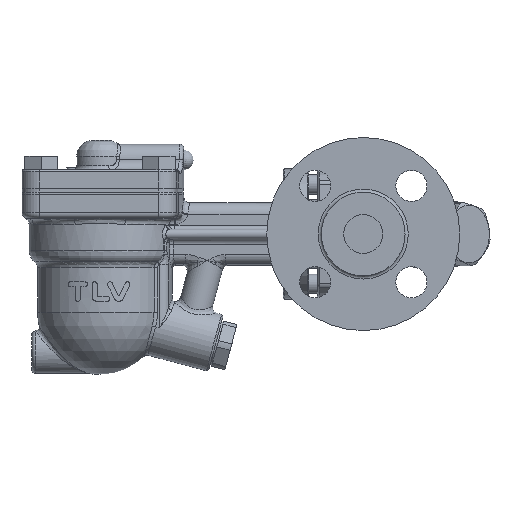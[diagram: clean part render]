
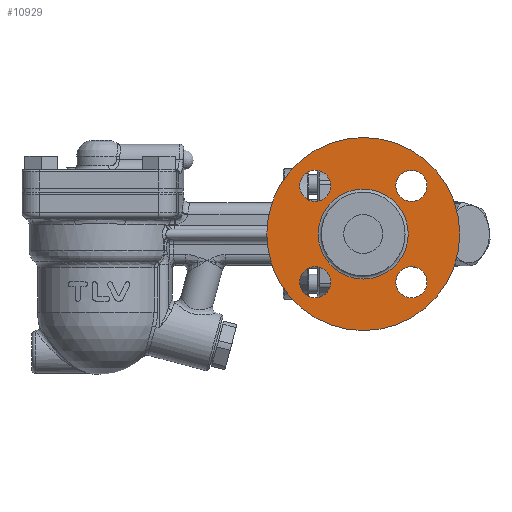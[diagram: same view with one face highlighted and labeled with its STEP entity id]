
A CAD part, front view. The second image highlights one B-rep face of the part: STEP entity #10929.
In plain terms, the highlighted planar face has unit normal (0, -1, 0).
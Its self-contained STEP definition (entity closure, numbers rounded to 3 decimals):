
#818=FACE_BOUND('',#1950,.T.);
#819=FACE_BOUND('',#1951,.T.);
#820=FACE_BOUND('',#1952,.T.);
#821=FACE_BOUND('',#1953,.T.);
#822=FACE_BOUND('',#1954,.T.);
#891=PLANE('',#11789);
#1223=FACE_OUTER_BOUND('',#1949,.T.);
#1949=EDGE_LOOP('',(#7583));
#1950=EDGE_LOOP('',(#7584));
#1951=EDGE_LOOP('',(#7585));
#1952=EDGE_LOOP('',(#7586));
#1953=EDGE_LOOP('',(#7587));
#1954=EDGE_LOOP('',(#7588,#7589));
#3917=CIRCLE('',#11782,49.5);
#3918=CIRCLE('',#11784,23.05);
#3922=CIRCLE('',#11788,23.05);
#3923=CIRCLE('',#11790,8.);
#3924=CIRCLE('',#11791,8.);
#3925=CIRCLE('',#11792,8.);
#3926=CIRCLE('',#11793,8.);
#4633=VERTEX_POINT('',#16884);
#4634=VERTEX_POINT('',#16888);
#4635=VERTEX_POINT('',#16889);
#4638=VERTEX_POINT('',#16898);
#4639=VERTEX_POINT('',#16900);
#4640=VERTEX_POINT('',#16902);
#4641=VERTEX_POINT('',#16904);
#5739=EDGE_CURVE('',#4633,#4633,#3917,.T.);
#5740=EDGE_CURVE('',#4634,#4635,#3918,.T.);
#5744=EDGE_CURVE('',#4635,#4634,#3922,.T.);
#5745=EDGE_CURVE('',#4638,#4638,#3923,.T.);
#5746=EDGE_CURVE('',#4639,#4639,#3924,.T.);
#5747=EDGE_CURVE('',#4640,#4640,#3925,.T.);
#5748=EDGE_CURVE('',#4641,#4641,#3926,.T.);
#7583=ORIENTED_EDGE('',*,*,#5739,.F.);
#7584=ORIENTED_EDGE('',*,*,#5745,.T.);
#7585=ORIENTED_EDGE('',*,*,#5746,.T.);
#7586=ORIENTED_EDGE('',*,*,#5747,.T.);
#7587=ORIENTED_EDGE('',*,*,#5748,.T.);
#7588=ORIENTED_EDGE('',*,*,#5740,.F.);
#7589=ORIENTED_EDGE('',*,*,#5744,.F.);
#10929=ADVANCED_FACE('',(#1223,#818,#819,#820,#821,#822),#891,.T.);
#11782=AXIS2_PLACEMENT_3D('',#16886,#13383,#13384);
#11784=AXIS2_PLACEMENT_3D('',#16890,#13387,#13388);
#11788=AXIS2_PLACEMENT_3D('',#16896,#13395,#13396);
#11789=AXIS2_PLACEMENT_3D('',#16897,#13397,#13398);
#11790=AXIS2_PLACEMENT_3D('',#16899,#13399,#13400);
#11791=AXIS2_PLACEMENT_3D('',#16901,#13401,#13402);
#11792=AXIS2_PLACEMENT_3D('',#16903,#13403,#13404);
#11793=AXIS2_PLACEMENT_3D('',#16905,#13405,#13406);
#13383=DIRECTION('center_axis',(0.,1.,0.));
#13384=DIRECTION('ref_axis',(1.,0.,0.));
#13387=DIRECTION('center_axis',(0.,-1.,0.));
#13388=DIRECTION('ref_axis',(1.,0.,0.));
#13395=DIRECTION('center_axis',(0.,-1.,0.));
#13396=DIRECTION('ref_axis',(1.,0.,0.));
#13397=DIRECTION('center_axis',(0.,-1.,0.));
#13398=DIRECTION('ref_axis',(-1.,0.,0.));
#13399=DIRECTION('center_axis',(0.,1.,0.));
#13400=DIRECTION('ref_axis',(1.,0.,0.));
#13401=DIRECTION('center_axis',(0.,1.,0.));
#13402=DIRECTION('ref_axis',(0.,0.,
-1.));
#13403=DIRECTION('center_axis',(0.,1.,0.));
#13404=DIRECTION('ref_axis',(-1.,0.,0.));
#13405=DIRECTION('center_axis',(0.,1.,0.));
#13406=DIRECTION('ref_axis',(0.,0.,
1.));
#16884=CARTESIAN_POINT('',(33.842,-73.315,12.));
#16886=CARTESIAN_POINT('Origin',(83.342,-73.315,12.));
#16888=CARTESIAN_POINT('',(60.292,-73.315,12.));
#16889=CARTESIAN_POINT('',(106.392,-73.315,12.));
#16890=CARTESIAN_POINT('Origin',(83.342,-73.315,12.));
#16896=CARTESIAN_POINT('Origin',(83.342,-73.315,12.));
#16897=CARTESIAN_POINT('Origin',(83.342,-73.315,12.));
#16898=CARTESIAN_POINT('',(50.664,-73.315,36.678));
#16899=CARTESIAN_POINT('Origin',(58.664,-73.315,36.678));
#16900=CARTESIAN_POINT('',(108.02,-73.315,44.678));
#16901=CARTESIAN_POINT('Origin',(108.02,-73.315,36.678));
#16902=CARTESIAN_POINT('',(116.02,-73.315,-12.678));
#16903=CARTESIAN_POINT('Origin',(108.02,-73.315,-12.678));
#16904=CARTESIAN_POINT('',(58.664,-73.315,-20.678));
#16905=CARTESIAN_POINT('Origin',(58.664,-73.315,-12.678));
